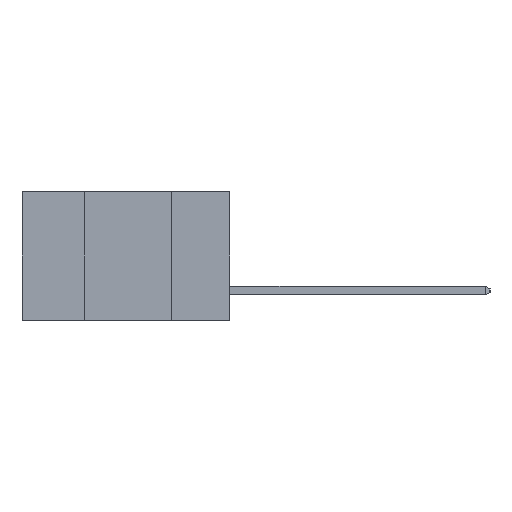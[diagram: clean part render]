
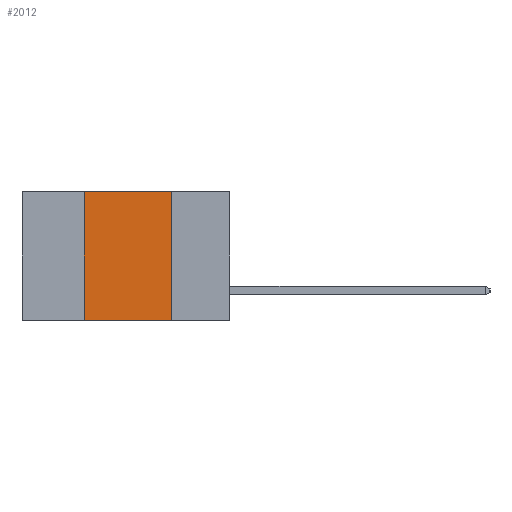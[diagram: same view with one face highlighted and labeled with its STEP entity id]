
A CAD part, left-side view. The second image highlights one B-rep face of the part: STEP entity #2012.
In plain terms, the highlighted planar face has unit normal (-1, 0, 0).
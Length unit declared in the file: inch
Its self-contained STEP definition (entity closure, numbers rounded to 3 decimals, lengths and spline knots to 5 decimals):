
#1436 = EDGE_CURVE ( 'NONE', #24669, #20164, #2789, .T. ) ;
#2012 = ADVANCED_FACE ( 'NONE', ( #4929 ), #9363, .F. ) ;
#2382 = CARTESIAN_POINT ( 'NONE',  ( 0., 0.42, -0.37 ) ) ;
#2616 = LINE ( 'NONE', #20045, #18751 ) ;
#2789 = LINE ( 'NONE', #12378, #12617 ) ;
#4887 = VECTOR ( 'NONE', #24606, 39.37008 ) ;
#4929 = FACE_OUTER_BOUND ( 'NONE', #11683, .T. ) ;
#5118 = CARTESIAN_POINT ( 'NONE',  ( 0., 0.17, 0. ) ) ;
#5861 = EDGE_CURVE ( 'NONE', #9745, #21343, #2616, .T. ) ;
#6365 = CARTESIAN_POINT ( 'NONE',  ( 0., 0.17, -0.37 ) ) ;
#7671 = DIRECTION ( 'NONE',  ( 0., -1., 0. ) ) ;
#9363 = PLANE ( 'NONE',  #24479 ) ;
#9428 = EDGE_CURVE ( 'NONE', #20164, #21343, #16534, .T. ) ;
#9629 = CARTESIAN_POINT ( 'NONE',  ( 0., 0.6, 0. ) ) ;
#9745 = VERTEX_POINT ( 'NONE', #2382 ) ;
#10280 = ORIENTED_EDGE ( 'NONE', *, *, #5861, .T. ) ;
#11683 = EDGE_LOOP ( 'NONE', ( #18957, #14866, #14741, #10280 ) ) ;
#12333 = DIRECTION ( 'NONE',  ( 0., 0., -1. ) ) ;
#12378 = CARTESIAN_POINT ( 'NONE',  ( 0., 0.6, 0. ) ) ;
#12442 = CARTESIAN_POINT ( 'NONE',  ( 0., 0.17, -0.37 ) ) ;
#12617 = VECTOR ( 'NONE', #7671, 39.37008 ) ;
#13772 = DIRECTION ( 'NONE',  ( 0., 0., -1. ) ) ;
#14599 = DIRECTION ( 'NONE',  ( 1., 0., 0. ) ) ;
#14741 = ORIENTED_EDGE ( 'NONE', *, *, #15032, .F. ) ;
#14866 = ORIENTED_EDGE ( 'NONE', *, *, #1436, .F. ) ;
#15032 = EDGE_CURVE ( 'NONE', #9745, #24669, #15293, .T. ) ;
#15293 = LINE ( 'NONE', #22725, #4887 ) ;
#16534 = LINE ( 'NONE', #12442, #24841 ) ;
#18751 = VECTOR ( 'NONE', #19954, 39.37008 ) ;
#18957 = ORIENTED_EDGE ( 'NONE', *, *, #9428, .F. ) ;
#19954 = DIRECTION ( 'NONE',  ( 0., -1., 0. ) ) ;
#20045 = CARTESIAN_POINT ( 'NONE',  ( 0., 0.6, -0.37 ) ) ;
#20164 = VERTEX_POINT ( 'NONE', #5118 ) ;
#20825 = CARTESIAN_POINT ( 'NONE',  ( 0., 0.42, 0. ) ) ;
#21343 = VERTEX_POINT ( 'NONE', #6365 ) ;
#22725 = CARTESIAN_POINT ( 'NONE',  ( 0., 0.42, -0.37 ) ) ;
#24479 = AXIS2_PLACEMENT_3D ( 'NONE', #9629, #14599, #13772 ) ;
#24606 = DIRECTION ( 'NONE',  ( 0., 0., 1. ) ) ;
#24669 = VERTEX_POINT ( 'NONE', #20825 ) ;
#24841 = VECTOR ( 'NONE', #12333, 39.37008 ) ;
